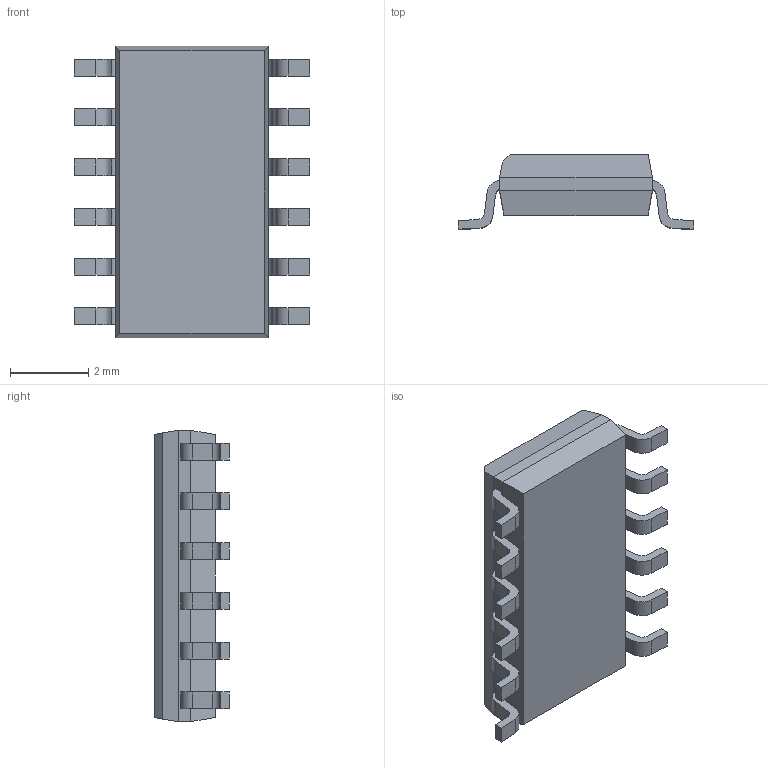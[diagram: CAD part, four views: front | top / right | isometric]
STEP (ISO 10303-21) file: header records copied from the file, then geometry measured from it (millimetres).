
FILE_DESCRIPTION (( 'STEP AP214' ), '1' );
FILE_NAME ('SOIC12-150-50.STEP', '2019-08-19T06:54:06', ( 'thomas' ), ( '' ), 'SwSTEP 2.0', 'SolidWorks 2017', '' );
FILE_SCHEMA (( 'AUTOMOTIVE_DESIGN' ));
Length unit declared in the file: millimetre
Products named in the file (1): SOIC12-150-50
Bounding box: 6 x 1.91 x 7.44 mm (x, y, z)
Volume: 45.4 mm3; surface area: 115.6 mm2
Topology: 1 solids, 1 shells, 150 faces, 397 edges, 262 vertices
Faces by surface type: plane 100, cylinder 48, cone 2
Entity records: 6123 total; most frequent: CARTESIAN_POINT 810, DIRECTION 799, ORIENTED_EDGE 794, EDGE_CURVE 397, VECTOR 297, LINE 297, VERTEX_POINT 262, AXIS2_PLACEMENT_3D 251
